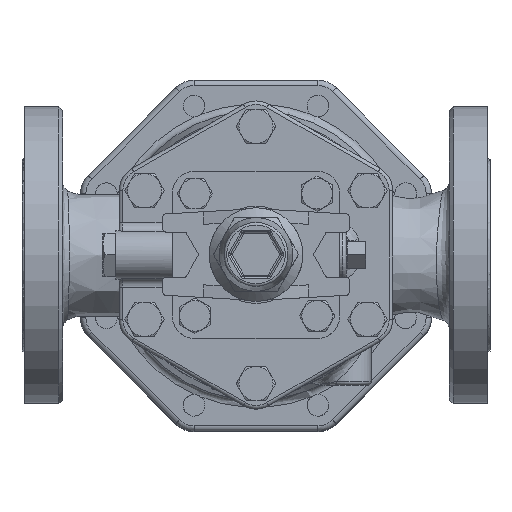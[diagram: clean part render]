
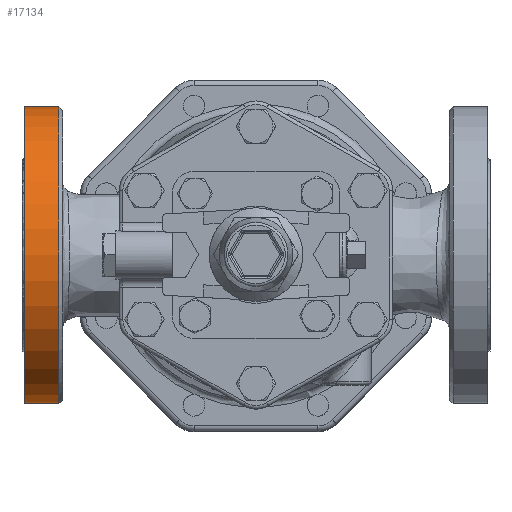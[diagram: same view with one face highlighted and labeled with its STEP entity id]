
A CAD part, top view. The second image highlights one B-rep face of the part: STEP entity #17134.
In plain terms, the highlighted cylindrical face has radius 82.5 mm (diameter 165 mm), a full revolution.
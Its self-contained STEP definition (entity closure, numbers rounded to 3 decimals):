
#3509=FACE_BOUND('',#5415,.T.);
#4131=FACE_OUTER_BOUND('',#5414,.T.);
#5414=EDGE_LOOP('',(#13516));
#5415=EDGE_LOOP('',(#13517));
#6592=CIRCLE('',#18611,82.5);
#6593=CIRCLE('',#18613,82.5);
#7979=VERTEX_POINT('',#32077);
#7980=VERTEX_POINT('',#32080);
#9969=EDGE_CURVE('',#7979,#7979,#6592,.T.);
#9970=EDGE_CURVE('',#7980,#7980,#6593,.T.);
#13516=ORIENTED_EDGE('',*,*,#9970,.T.);
#13517=ORIENTED_EDGE('',*,*,#9969,.F.);
#16469=CYLINDRICAL_SURFACE('',#18612,82.5);
#17134=ADVANCED_FACE('',(#4131,#3509),#16469,.T.);
#18611=AXIS2_PLACEMENT_3D('',#32078,#21878,#21879);
#18612=AXIS2_PLACEMENT_3D('',#32079,#21880,#21881);
#18613=AXIS2_PLACEMENT_3D('',#32081,#21882,#21883);
#21878=DIRECTION('center_axis',(1.,0.,0.));
#21879=DIRECTION('ref_axis',(0.,0.,1.));
#21880=DIRECTION('center_axis',(1.,0.,0.));
#21881=DIRECTION('ref_axis',(0.,0.,1.));
#21882=DIRECTION('center_axis',(1.,0.,0.));
#21883=DIRECTION('ref_axis',(0.,0.,1.));
#32077=CARTESIAN_POINT('',(-109.5,0.,42.5));
#32078=CARTESIAN_POINT('Origin',(-109.5,0.,125.));
#32079=CARTESIAN_POINT('Origin',(-107.5,0.,125.));
#32080=CARTESIAN_POINT('',(-128.4,0.,42.5));
#32081=CARTESIAN_POINT('Origin',(-128.4,0.,125.));
